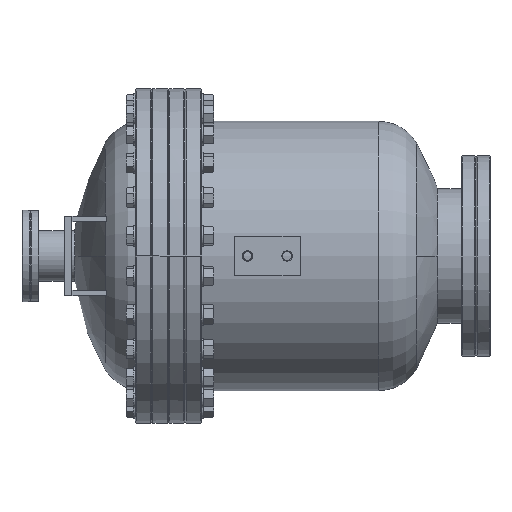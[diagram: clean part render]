
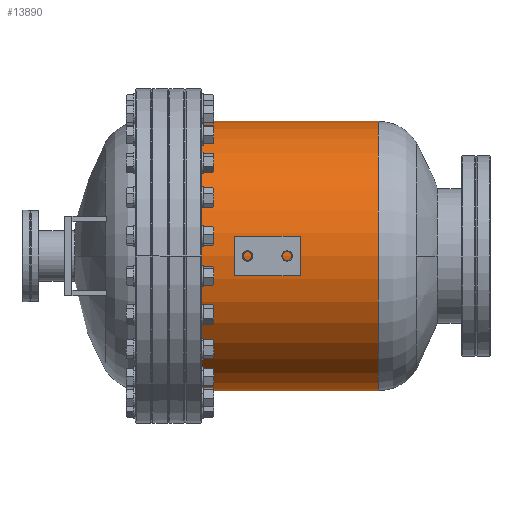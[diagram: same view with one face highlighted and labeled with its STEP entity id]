
A CAD part, front view. The second image highlights one B-rep face of the part: STEP entity #13890.
In plain terms, the highlighted cylindrical face has radius 102 mm (diameter 204 mm), a partial arc.
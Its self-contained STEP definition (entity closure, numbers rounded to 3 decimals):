
#1250 = VERTEX_POINT ( 'NONE', #13582 ) ;
#1262 = CIRCLE ( 'NONE', #3174, 102. ) ;
#1507 = LINE ( 'NONE', #11515, #11107 ) ;
#1962 = DIRECTION ( 'NONE',  ( -1., 0., 0. ) ) ;
#2220 = VERTEX_POINT ( 'NONE', #6029 ) ;
#2537 = ORIENTED_EDGE ( 'NONE', *, *, #3645, .F. ) ;
#2883 = ORIENTED_EDGE ( 'NONE', *, *, #9931, .T. ) ;
#3143 = CIRCLE ( 'NONE', #5159, 102. ) ;
#3174 = AXIS2_PLACEMENT_3D ( 'NONE', #7043, #3494, #8174 ) ;
#3494 = DIRECTION ( 'NONE',  ( -1., 0., 0. ) ) ;
#3552 = EDGE_CURVE ( 'NONE', #2220, #5275, #8717, .T. ) ;
#3645 = EDGE_CURVE ( 'NONE', #1250, #10128, #1507, .T. ) ;
#4307 = CARTESIAN_POINT ( 'NONE',  ( -70., 0., -102. ) ) ;
#5113 = DIRECTION ( 'NONE',  ( 0., 0., 1. ) ) ;
#5134 = CARTESIAN_POINT ( 'NONE',  ( 70., 0., 0. ) ) ;
#5159 = AXIS2_PLACEMENT_3D ( 'NONE', #5134, #11028, #8816 ) ;
#5275 = VERTEX_POINT ( 'NONE', #6783 ) ;
#5620 = DIRECTION ( 'NONE',  ( -1., 0., 0. ) ) ;
#6029 = CARTESIAN_POINT ( 'NONE',  ( 70., 0., 102. ) ) ;
#6783 = CARTESIAN_POINT ( 'NONE',  ( -70., 0., 102. ) ) ;
#7043 = CARTESIAN_POINT ( 'NONE',  ( -70., 0., 0. ) ) ;
#7182 = AXIS2_PLACEMENT_3D ( 'NONE', #14559, #10960, #5113 ) ;
#8174 = DIRECTION ( 'NONE',  ( 0., 0., 1. ) ) ;
#8717 = LINE ( 'NONE', #13723, #11480 ) ;
#8816 = DIRECTION ( 'NONE',  ( 0., 0., 1. ) ) ;
#9625 = EDGE_CURVE ( 'NONE', #10128, #5275, #1262, .T. ) ;
#9931 = EDGE_CURVE ( 'NONE', #1250, #2220, #3143, .T. ) ;
#9934 = ORIENTED_EDGE ( 'NONE', *, *, #9625, .F. ) ;
#10128 = VERTEX_POINT ( 'NONE', #4307 ) ;
#10960 = DIRECTION ( 'NONE',  ( -1., 0., 0. ) ) ;
#11028 = DIRECTION ( 'NONE',  ( -1., 0., 0. ) ) ;
#11107 = VECTOR ( 'NONE', #1962, 1000. ) ;
#11480 = VECTOR ( 'NONE', #5620, 1000. ) ;
#11515 = CARTESIAN_POINT ( 'NONE',  ( 0., 0., -102. ) ) ;
#11979 = CYLINDRICAL_SURFACE ( 'NONE', #7182, 102. ) ;
#12407 = ORIENTED_EDGE ( 'NONE', *, *, #3552, .T. ) ;
#13505 = EDGE_LOOP ( 'NONE', ( #2537, #2883, #12407, #9934 ) ) ;
#13582 = CARTESIAN_POINT ( 'NONE',  ( 70., 0., -102. ) ) ;
#13723 = CARTESIAN_POINT ( 'NONE',  ( 0., 0., 102. ) ) ;
#13890 = ADVANCED_FACE ( 'NONE', ( #14932 ), #11979, .T. ) ;
#14559 = CARTESIAN_POINT ( 'NONE',  ( 0., 0., 0. ) ) ;
#14932 = FACE_OUTER_BOUND ( 'NONE', #13505, .T. ) ;
